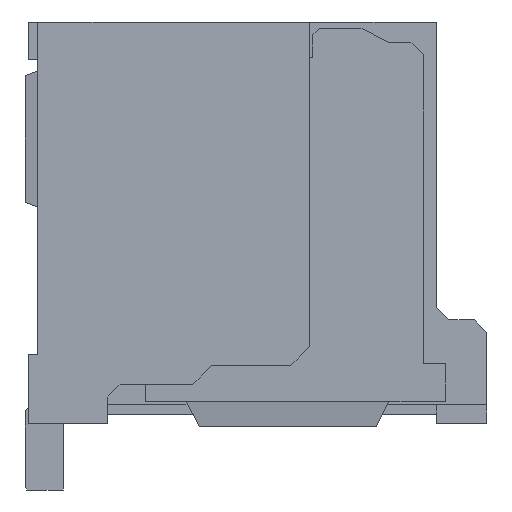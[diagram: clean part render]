
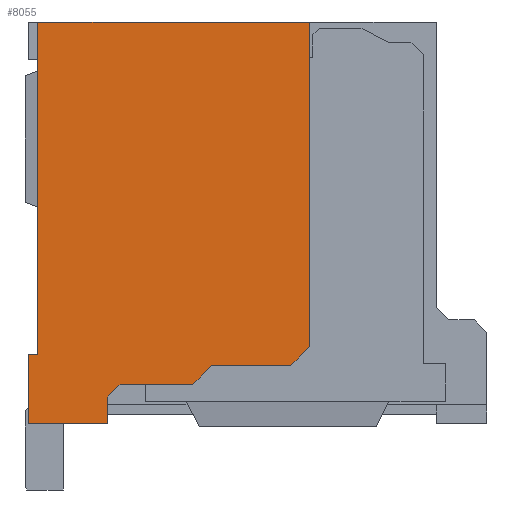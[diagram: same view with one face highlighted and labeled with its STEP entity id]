
A CAD part, left-side view. The second image highlights one B-rep face of the part: STEP entity #8055.
In plain terms, the highlighted planar face has unit normal (-1, 0, 0).
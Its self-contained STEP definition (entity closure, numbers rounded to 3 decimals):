
#8055 = ADVANCED_FACE('',(#8056),#8070,.T.);
#8056 = FACE_BOUND('',#8057,.T.);
#8057 = EDGE_LOOP('',(#8058,#8081,#8097,#8113,#8129,#8145,#8161,#8177,
    #8193,#8209,#8225,#8241));
#8058 = ORIENTED_EDGE('',*,*,#8059,.T.);
#8059 = EDGE_CURVE('',#8060,#8062,#8064,.T.);
#8060 = VERTEX_POINT('',#8061);
#8061 = CARTESIAN_POINT('',(-5.9,5.5,0.68));
#8062 = VERTEX_POINT('',#8063);
#8063 = CARTESIAN_POINT('',(-5.9,5.2,0.98));
#8064 = SURFACE_CURVE('',#8065,(#8069),.PCURVE_S1.);
#8065 = LINE('',#8066,#8067);
#8066 = CARTESIAN_POINT('',(-5.9,5.5,0.68));
#8067 = VECTOR('',#8068,1.);
#8068 = DIRECTION('',(0.,-0.707,0.707));
#8069 = PCURVE('',#8070,#8075);
#8070 = PLANE('',#8071);
#8071 = AXIS2_PLACEMENT_3D('',#8072,#8073,#8074);
#8072 = CARTESIAN_POINT('',(-5.9,0.,0.));
#8073 = DIRECTION('',(-1.,0.,0.));
#8074 = DIRECTION('',(0.,0.,-1.));
#8075 = DEFINITIONAL_REPRESENTATION('',(#8076),#8080);
#8076 = LINE('',#8077,#8078);
#8077 = CARTESIAN_POINT('',(-0.68,-5.5));
#8078 = VECTOR('',#8079,1.);
#8079 = DIRECTION('',(-0.707,0.707));
#8080 = ( GEOMETRIC_REPRESENTATION_CONTEXT(2) 
PARAMETRIC_REPRESENTATION_CONTEXT() REPRESENTATION_CONTEXT('2D SPACE',''
  ) );
#8081 = ORIENTED_EDGE('',*,*,#8082,.T.);
#8082 = EDGE_CURVE('',#8062,#8083,#8085,.T.);
#8083 = VERTEX_POINT('',#8084);
#8084 = CARTESIAN_POINT('',(-5.9,5.2,6.11));
#8085 = SURFACE_CURVE('',#8086,(#8090),.PCURVE_S1.);
#8086 = LINE('',#8087,#8088);
#8087 = CARTESIAN_POINT('',(-5.9,5.2,0.98));
#8088 = VECTOR('',#8089,1.);
#8089 = DIRECTION('',(0.,0.,1.));
#8090 = PCURVE('',#8070,#8091);
#8091 = DEFINITIONAL_REPRESENTATION('',(#8092),#8096);
#8092 = LINE('',#8093,#8094);
#8093 = CARTESIAN_POINT('',(-0.98,-5.2));
#8094 = VECTOR('',#8095,1.);
#8095 = DIRECTION('',(-1.,-0.));
#8096 = ( GEOMETRIC_REPRESENTATION_CONTEXT(2) 
PARAMETRIC_REPRESENTATION_CONTEXT() REPRESENTATION_CONTEXT('2D SPACE',''
  ) );
#8097 = ORIENTED_EDGE('',*,*,#8098,.T.);
#8098 = EDGE_CURVE('',#8083,#8099,#8101,.T.);
#8099 = VERTEX_POINT('',#8100);
#8100 = CARTESIAN_POINT('',(-5.9,9.5,6.11));
#8101 = SURFACE_CURVE('',#8102,(#8106),.PCURVE_S1.);
#8102 = LINE('',#8103,#8104);
#8103 = CARTESIAN_POINT('',(-5.9,5.2,6.11));
#8104 = VECTOR('',#8105,1.);
#8105 = DIRECTION('',(0.,1.,0.));
#8106 = PCURVE('',#8070,#8107);
#8107 = DEFINITIONAL_REPRESENTATION('',(#8108),#8112);
#8108 = LINE('',#8109,#8110);
#8109 = CARTESIAN_POINT('',(-6.11,-5.2));
#8110 = VECTOR('',#8111,1.);
#8111 = DIRECTION('',(0.,-1.));
#8112 = ( GEOMETRIC_REPRESENTATION_CONTEXT(2) 
PARAMETRIC_REPRESENTATION_CONTEXT() REPRESENTATION_CONTEXT('2D SPACE',''
  ) );
#8113 = ORIENTED_EDGE('',*,*,#8114,.T.);
#8114 = EDGE_CURVE('',#8099,#8115,#8117,.T.);
#8115 = VERTEX_POINT('',#8116);
#8116 = CARTESIAN_POINT('',(-5.9,9.5,0.86));
#8117 = SURFACE_CURVE('',#8118,(#8122),.PCURVE_S1.);
#8118 = LINE('',#8119,#8120);
#8119 = CARTESIAN_POINT('',(-5.9,9.5,6.11));
#8120 = VECTOR('',#8121,1.);
#8121 = DIRECTION('',(0.,0.,-1.));
#8122 = PCURVE('',#8070,#8123);
#8123 = DEFINITIONAL_REPRESENTATION('',(#8124),#8128);
#8124 = LINE('',#8125,#8126);
#8125 = CARTESIAN_POINT('',(-6.11,-9.5));
#8126 = VECTOR('',#8127,1.);
#8127 = DIRECTION('',(1.,0.));
#8128 = ( GEOMETRIC_REPRESENTATION_CONTEXT(2) 
PARAMETRIC_REPRESENTATION_CONTEXT() REPRESENTATION_CONTEXT('2D SPACE',''
  ) );
#8129 = ORIENTED_EDGE('',*,*,#8130,.T.);
#8130 = EDGE_CURVE('',#8115,#8131,#8133,.T.);
#8131 = VERTEX_POINT('',#8132);
#8132 = CARTESIAN_POINT('',(-5.9,9.65,0.86));
#8133 = SURFACE_CURVE('',#8134,(#8138),.PCURVE_S1.);
#8134 = LINE('',#8135,#8136);
#8135 = CARTESIAN_POINT('',(-5.9,9.5,0.86));
#8136 = VECTOR('',#8137,1.);
#8137 = DIRECTION('',(0.,1.,0.));
#8138 = PCURVE('',#8070,#8139);
#8139 = DEFINITIONAL_REPRESENTATION('',(#8140),#8144);
#8140 = LINE('',#8141,#8142);
#8141 = CARTESIAN_POINT('',(-0.86,-9.5));
#8142 = VECTOR('',#8143,1.);
#8143 = DIRECTION('',(0.,-1.));
#8144 = ( GEOMETRIC_REPRESENTATION_CONTEXT(2) 
PARAMETRIC_REPRESENTATION_CONTEXT() REPRESENTATION_CONTEXT('2D SPACE',''
  ) );
#8145 = ORIENTED_EDGE('',*,*,#8146,.T.);
#8146 = EDGE_CURVE('',#8131,#8147,#8149,.T.);
#8147 = VERTEX_POINT('',#8148);
#8148 = CARTESIAN_POINT('',(-5.9,9.65,-0.24));
#8149 = SURFACE_CURVE('',#8150,(#8154),.PCURVE_S1.);
#8150 = LINE('',#8151,#8152);
#8151 = CARTESIAN_POINT('',(-5.9,9.65,0.86));
#8152 = VECTOR('',#8153,1.);
#8153 = DIRECTION('',(0.,0.,-1.));
#8154 = PCURVE('',#8070,#8155);
#8155 = DEFINITIONAL_REPRESENTATION('',(#8156),#8160);
#8156 = LINE('',#8157,#8158);
#8157 = CARTESIAN_POINT('',(-0.86,-9.65));
#8158 = VECTOR('',#8159,1.);
#8159 = DIRECTION('',(1.,0.));
#8160 = ( GEOMETRIC_REPRESENTATION_CONTEXT(2) 
PARAMETRIC_REPRESENTATION_CONTEXT() REPRESENTATION_CONTEXT('2D SPACE',''
  ) );
#8161 = ORIENTED_EDGE('',*,*,#8162,.T.);
#8162 = EDGE_CURVE('',#8147,#8163,#8165,.T.);
#8163 = VERTEX_POINT('',#8164);
#8164 = CARTESIAN_POINT('',(-5.9,8.4,-0.24));
#8165 = SURFACE_CURVE('',#8166,(#8170),.PCURVE_S1.);
#8166 = LINE('',#8167,#8168);
#8167 = CARTESIAN_POINT('',(-5.9,9.65,-0.24));
#8168 = VECTOR('',#8169,1.);
#8169 = DIRECTION('',(0.,-1.,0.));
#8170 = PCURVE('',#8070,#8171);
#8171 = DEFINITIONAL_REPRESENTATION('',(#8172),#8176);
#8172 = LINE('',#8173,#8174);
#8173 = CARTESIAN_POINT('',(0.24,-9.65));
#8174 = VECTOR('',#8175,1.);
#8175 = DIRECTION('',(0.,1.));
#8176 = ( GEOMETRIC_REPRESENTATION_CONTEXT(2) 
PARAMETRIC_REPRESENTATION_CONTEXT() REPRESENTATION_CONTEXT('2D SPACE',''
  ) );
#8177 = ORIENTED_EDGE('',*,*,#8178,.T.);
#8178 = EDGE_CURVE('',#8163,#8179,#8181,.T.);
#8179 = VERTEX_POINT('',#8180);
#8180 = CARTESIAN_POINT('',(-5.9,8.4,0.18));
#8181 = SURFACE_CURVE('',#8182,(#8186),.PCURVE_S1.);
#8182 = LINE('',#8183,#8184);
#8183 = CARTESIAN_POINT('',(-5.9,8.4,-0.24));
#8184 = VECTOR('',#8185,1.);
#8185 = DIRECTION('',(0.,0.,1.));
#8186 = PCURVE('',#8070,#8187);
#8187 = DEFINITIONAL_REPRESENTATION('',(#8188),#8192);
#8188 = LINE('',#8189,#8190);
#8189 = CARTESIAN_POINT('',(0.24,-8.4));
#8190 = VECTOR('',#8191,1.);
#8191 = DIRECTION('',(-1.,-0.));
#8192 = ( GEOMETRIC_REPRESENTATION_CONTEXT(2) 
PARAMETRIC_REPRESENTATION_CONTEXT() REPRESENTATION_CONTEXT('2D SPACE',''
  ) );
#8193 = ORIENTED_EDGE('',*,*,#8194,.T.);
#8194 = EDGE_CURVE('',#8179,#8195,#8197,.T.);
#8195 = VERTEX_POINT('',#8196);
#8196 = CARTESIAN_POINT('',(-5.9,8.2,0.38));
#8197 = SURFACE_CURVE('',#8198,(#8202),.PCURVE_S1.);
#8198 = LINE('',#8199,#8200);
#8199 = CARTESIAN_POINT('',(-5.9,8.4,0.18));
#8200 = VECTOR('',#8201,1.);
#8201 = DIRECTION('',(0.,-0.707,0.707));
#8202 = PCURVE('',#8070,#8203);
#8203 = DEFINITIONAL_REPRESENTATION('',(#8204),#8208);
#8204 = LINE('',#8205,#8206);
#8205 = CARTESIAN_POINT('',(-0.18,-8.4));
#8206 = VECTOR('',#8207,1.);
#8207 = DIRECTION('',(-0.707,0.707));
#8208 = ( GEOMETRIC_REPRESENTATION_CONTEXT(2) 
PARAMETRIC_REPRESENTATION_CONTEXT() REPRESENTATION_CONTEXT('2D SPACE',''
  ) );
#8209 = ORIENTED_EDGE('',*,*,#8210,.T.);
#8210 = EDGE_CURVE('',#8195,#8211,#8213,.T.);
#8211 = VERTEX_POINT('',#8212);
#8212 = CARTESIAN_POINT('',(-5.9,7.05,0.38));
#8213 = SURFACE_CURVE('',#8214,(#8218),.PCURVE_S1.);
#8214 = LINE('',#8215,#8216);
#8215 = CARTESIAN_POINT('',(-5.9,8.2,0.38));
#8216 = VECTOR('',#8217,1.);
#8217 = DIRECTION('',(0.,-1.,0.));
#8218 = PCURVE('',#8070,#8219);
#8219 = DEFINITIONAL_REPRESENTATION('',(#8220),#8224);
#8220 = LINE('',#8221,#8222);
#8221 = CARTESIAN_POINT('',(-0.38,-8.2));
#8222 = VECTOR('',#8223,1.);
#8223 = DIRECTION('',(0.,1.));
#8224 = ( GEOMETRIC_REPRESENTATION_CONTEXT(2) 
PARAMETRIC_REPRESENTATION_CONTEXT() REPRESENTATION_CONTEXT('2D SPACE',''
  ) );
#8225 = ORIENTED_EDGE('',*,*,#8226,.T.);
#8226 = EDGE_CURVE('',#8211,#8227,#8229,.T.);
#8227 = VERTEX_POINT('',#8228);
#8228 = CARTESIAN_POINT('',(-5.9,6.75,0.68));
#8229 = SURFACE_CURVE('',#8230,(#8234),.PCURVE_S1.);
#8230 = LINE('',#8231,#8232);
#8231 = CARTESIAN_POINT('',(-5.9,7.05,0.38));
#8232 = VECTOR('',#8233,1.);
#8233 = DIRECTION('',(0.,-0.707,0.707));
#8234 = PCURVE('',#8070,#8235);
#8235 = DEFINITIONAL_REPRESENTATION('',(#8236),#8240);
#8236 = LINE('',#8237,#8238);
#8237 = CARTESIAN_POINT('',(-0.38,-7.05));
#8238 = VECTOR('',#8239,1.);
#8239 = DIRECTION('',(-0.707,0.707));
#8240 = ( GEOMETRIC_REPRESENTATION_CONTEXT(2) 
PARAMETRIC_REPRESENTATION_CONTEXT() REPRESENTATION_CONTEXT('2D SPACE',''
  ) );
#8241 = ORIENTED_EDGE('',*,*,#8242,.T.);
#8242 = EDGE_CURVE('',#8227,#8060,#8243,.T.);
#8243 = SURFACE_CURVE('',#8244,(#8248),.PCURVE_S1.);
#8244 = LINE('',#8245,#8246);
#8245 = CARTESIAN_POINT('',(-5.9,6.75,0.68));
#8246 = VECTOR('',#8247,1.);
#8247 = DIRECTION('',(0.,-1.,0.));
#8248 = PCURVE('',#8070,#8249);
#8249 = DEFINITIONAL_REPRESENTATION('',(#8250),#8254);
#8250 = LINE('',#8251,#8252);
#8251 = CARTESIAN_POINT('',(-0.68,-6.75));
#8252 = VECTOR('',#8253,1.);
#8253 = DIRECTION('',(0.,1.));
#8254 = ( GEOMETRIC_REPRESENTATION_CONTEXT(2) 
PARAMETRIC_REPRESENTATION_CONTEXT() REPRESENTATION_CONTEXT('2D SPACE',''
  ) );
